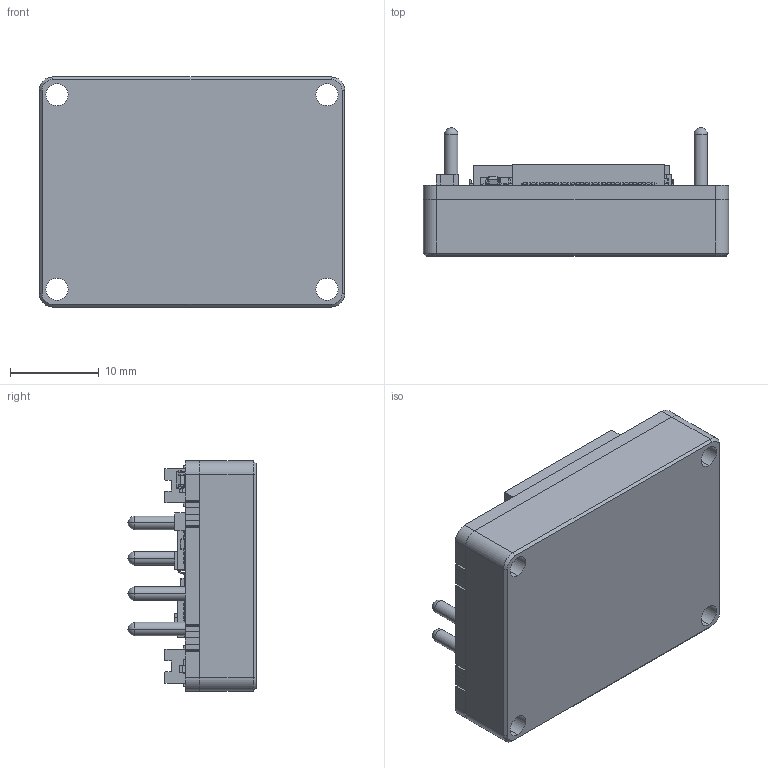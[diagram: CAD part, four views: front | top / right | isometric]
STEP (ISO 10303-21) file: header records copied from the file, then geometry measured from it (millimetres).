
FILE_DESCRIPTION (( 'STEP AP214' ), '1' );
FILE_NAME ('CAP-NET.STEP', '2023-11-16T14:40:24', ( '' ), ( '' ), 'SwSTEP 2.0', 'SolidWorks 2022', '' );
FILE_SCHEMA (( 'AUTOMOTIVE_DESIGN' ));
Length unit declared in the file: millimetre
Products named in the file (1): CAP-NET
Bounding box: 34.5 x 14.49 x 26 mm (x, y, z)
Volume: 3516.4 mm3; surface area: 7007.7 mm2
Topology: 27 solids, 27 shells, 8360 faces, 23360 edges, 15246 vertices
Faces by surface type: plane 6892, cylinder 1340, sphere 69, torus 52, cone 4, bspline 3
Entity records: 356421 total; most frequent: CARTESIAN_POINT 47572, ORIENTED_EDGE 46650, DIRECTION 42535, EDGE_CURVE 23325, VECTOR 20505, LINE 20505, VERTEX_POINT 15238, AXIS2_PLACEMENT_3D 11015
